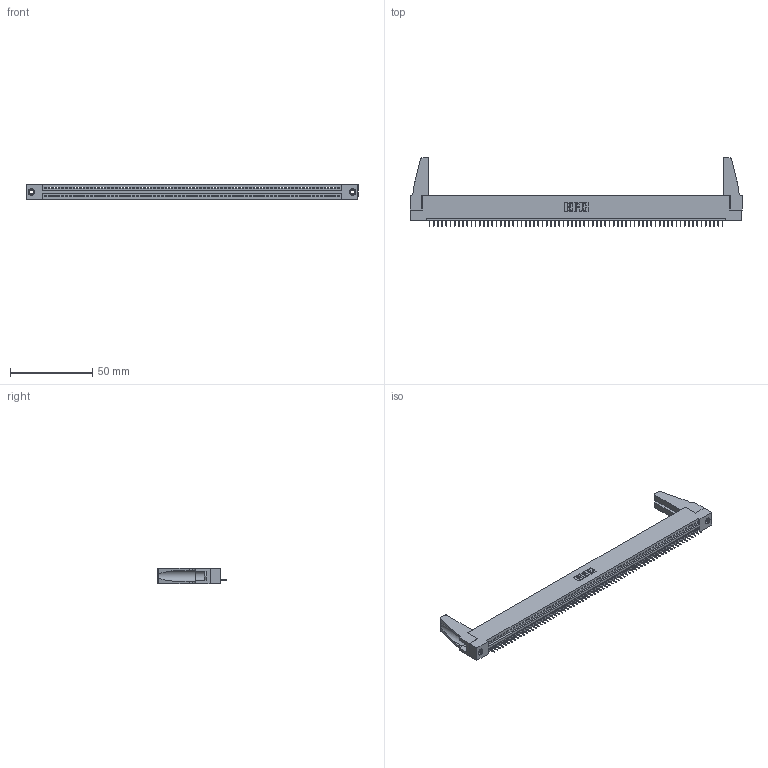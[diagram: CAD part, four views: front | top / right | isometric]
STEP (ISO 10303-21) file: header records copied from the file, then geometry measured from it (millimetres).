
FILE_DESCRIPTION (( 'STEP AP203' ), '1' );
FILE_NAME ('345-071-525-188.STEP', '2020-09-21T08:33:42', ( '' ), ( '' ), 'SwSTEP 2.0', 'SolidWorks 2020', '' );
FILE_SCHEMA (( 'CONFIG_CONTROL_DESIGN' ));
Length unit declared in the file: inch
Products named in the file (5): 345-071-525-188; 345-292-001_345-293-125; 345-220-078_345-220-088; 345 Part_Flush Mounting Lugs - 0.156 Dia-TH; 345-250-001_345-250-001-102
Assembly tree (76 placements, depth 2):
  345-071-525-188
    345 Part_Flush Mounting Lugs - 0.156 Dia-TH
    345-292-001_345-293-125  x71
    345-250-001_345-250-001-102  x2
    345-220-078_345-220-088  x2
Bounding box: 201.57 x 41.58 x 9.4 mm (x, y, z)
Volume: 22345.9 mm3; surface area: 27930.1 mm2
Topology: 76 solids, 76 shells, 4652 faces, 13435 edges, 8662 vertices
Faces by surface type: plane 3418, cylinder 1218, cone 12, torus 4
Entity records: 51754 total; most frequent: CARTESIAN_POINT 8951, ORIENTED_EDGE 8916, DIRECTION 7784, EDGE_CURVE 4458, LINE 4004, VECTOR 4004, VERTEX_POINT 2962, AXIS2_PLACEMENT_3D 1890
